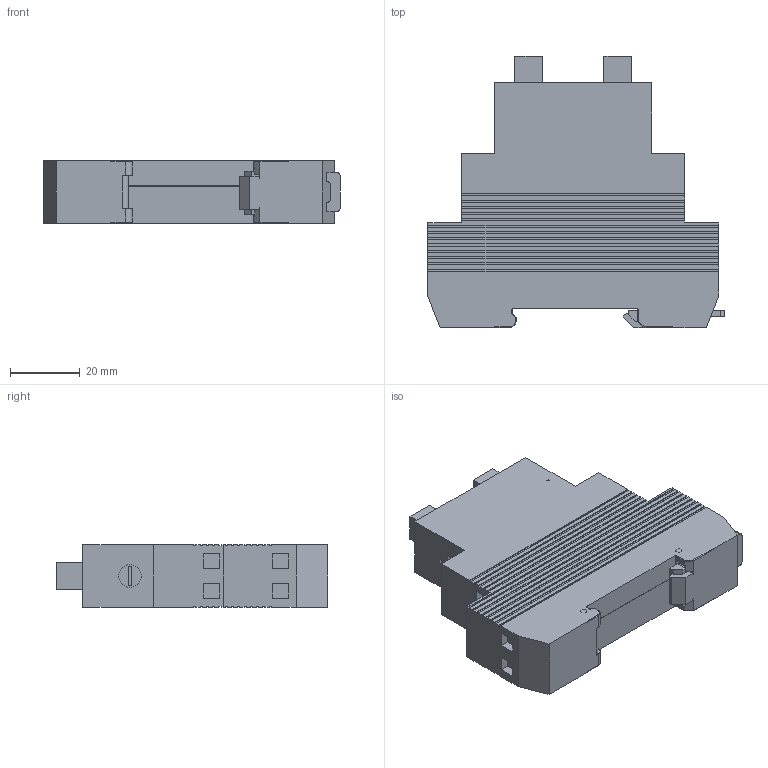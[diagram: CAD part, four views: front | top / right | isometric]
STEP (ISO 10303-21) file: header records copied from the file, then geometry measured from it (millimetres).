
FILE_DESCRIPTION (( 'STEP AP214' ), '1' );
FILE_NAME ('01.03.03.07 Êíîïêà óïðàâëåíèÿ ìîäóëüíàÿ ÊÌÓ11 ÈÝÊ.STEP', '2017-03-20T11:49:12', ( 'user' ), ( '' ), 'SwSTEP 2.0', 'SolidWorks 2014', '' );
FILE_SCHEMA (( 'AUTOMOTIVE_DESIGN' ));
Length unit declared in the file: millimetre
Products named in the file (1): 01.03.03.07 Êíîïêà óïðàâëåíèÿ ìîäóëüíàÿ ÊÌÓ11 ÈÝÊ
Bounding box: 85 x 77.8 x 17.8 mm (x, y, z)
Volume: 78679.8 mm3; surface area: 19620.3 mm2
Topology: 2 solids, 11 shells, 441 faces, 1172 edges, 773 vertices
Faces by surface type: plane 378, cylinder 60, bspline 2, cone 1
Full cylindrical faces by diameter (mm): 1.8 x2, 5.4 x8, 6.5 x2
Entity records: 13473 total; most frequent: CARTESIAN_POINT 2488, ORIENTED_EDGE 2320, DIRECTION 2116, EDGE_CURVE 1160, LINE 1042, VECTOR 1042, VERTEX_POINT 773, AXIS2_PLACEMENT_3D 537
